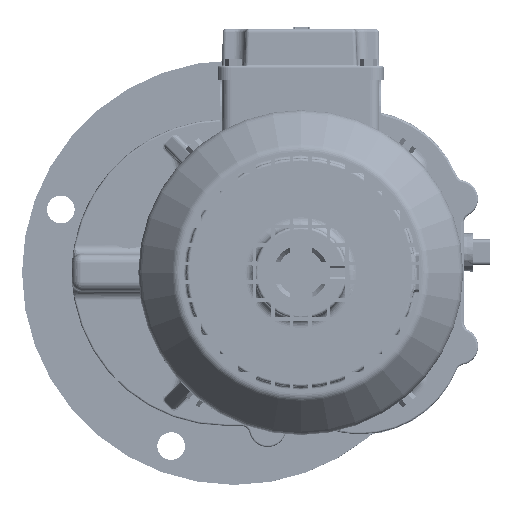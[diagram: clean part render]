
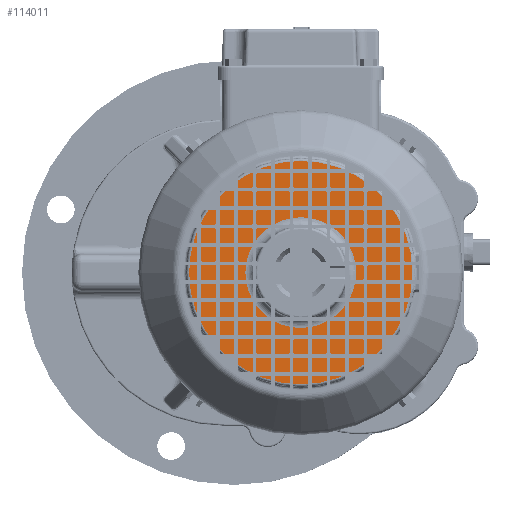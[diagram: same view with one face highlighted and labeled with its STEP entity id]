
A CAD part, left-side view. The second image highlights one B-rep face of the part: STEP entity #114011.
In plain terms, the highlighted planar face has unit normal (-1, 0, 0).
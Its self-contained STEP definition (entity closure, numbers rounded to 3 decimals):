
#14528 = AXIS2_PLACEMENT_3D ( 'NONE', #62669, #37641, #249867 ) ;
#22588 = CIRCLE ( 'NONE', #164926, 60.5 ) ;
#23195 = ORIENTED_EDGE ( 'NONE', *, *, #201461, .T. ) ;
#24445 = EDGE_CURVE ( 'NONE', #87072, #101114, #335740, .T. ) ;
#37641 = DIRECTION ( 'NONE',  ( 1., 0., 0. ) ) ;
#40334 = VERTEX_POINT ( 'NONE', #228387 ) ;
#47789 = EDGE_CURVE ( 'NONE', #101114, #87072, #290969, .T. ) ;
#52356 = CARTESIAN_POINT ( 'NONE',  ( -186.054, -18.731, 27.866 ) ) ;
#62604 = AXIS2_PLACEMENT_3D ( 'NONE', #52356, #103991, #323251 ) ;
#62669 = CARTESIAN_POINT ( 'NONE',  ( -186.054, 6.269, 27.866 ) ) ;
#63365 = EDGE_LOOP ( 'NONE', ( #217445, #188130 ) ) ;
#85118 = EDGE_LOOP ( 'NONE', ( #117080, #23195 ) ) ;
#86766 = DIRECTION ( 'NONE',  ( -1., 0., 0. ) ) ;
#87072 = VERTEX_POINT ( 'NONE', #185066 ) ;
#90962 = CIRCLE ( 'NONE', #290370, 60.5 ) ;
#101114 = VERTEX_POINT ( 'NONE', #167241 ) ;
#103991 = DIRECTION ( 'NONE',  ( 1., 0., 0. ) ) ;
#114011 = ADVANCED_FACE ( 'NONE', ( #305010, #119475 ), #255164, .F. ) ;
#117080 = ORIENTED_EDGE ( 'NONE', *, *, #122147, .T. ) ;
#119475 = FACE_OUTER_BOUND ( 'NONE', #85118, .T. ) ;
#122147 = EDGE_CURVE ( 'NONE', #181275, #40334, #22588, .T. ) ;
#140233 = CARTESIAN_POINT ( 'NONE',  ( -186.054, -18.731, 27.866 ) ) ;
#164926 = AXIS2_PLACEMENT_3D ( 'NONE', #247328, #332720, #197201 ) ;
#167241 = CARTESIAN_POINT ( 'NONE',  ( -186.054, -18.731, -2.134 ) ) ;
#181275 = VERTEX_POINT ( 'NONE', #275330 ) ;
#185066 = CARTESIAN_POINT ( 'NONE',  ( -186.054, -18.731, 57.866 ) ) ;
#188130 = ORIENTED_EDGE ( 'NONE', *, *, #24445, .T. ) ;
#195426 = CARTESIAN_POINT ( 'NONE',  ( -186.054, -18.731, 27.866 ) ) ;
#197201 = DIRECTION ( 'NONE',  ( 0., 0., -1. ) ) ;
#201461 = EDGE_CURVE ( 'NONE', #40334, #181275, #90962, .T. ) ;
#217445 = ORIENTED_EDGE ( 'NONE', *, *, #47789, .T. ) ;
#228387 = CARTESIAN_POINT ( 'NONE',  ( -186.054, -18.731, 88.366 ) ) ;
#247328 = CARTESIAN_POINT ( 'NONE',  ( -186.054, -18.731, 27.866 ) ) ;
#249867 = DIRECTION ( 'NONE',  ( 0., 0., -1. ) ) ;
#255164 = PLANE ( 'NONE',  #14528 ) ;
#259147 = DIRECTION ( 'NONE',  ( 0., 0., -1. ) ) ;
#275330 = CARTESIAN_POINT ( 'NONE',  ( -186.054, -18.731, -32.634 ) ) ;
#277648 = DIRECTION ( 'NONE',  ( 1., 0., 0. ) ) ;
#290370 = AXIS2_PLACEMENT_3D ( 'NONE', #140233, #86766, #259147 ) ;
#290969 = CIRCLE ( 'NONE', #336267, 30. ) ;
#305010 = FACE_BOUND ( 'NONE', #63365, .T. ) ;
#323251 = DIRECTION ( 'NONE',  ( 0., 0., -1. ) ) ;
#327478 = DIRECTION ( 'NONE',  ( 0., 0., -1. ) ) ;
#332720 = DIRECTION ( 'NONE',  ( -1., 0., 0. ) ) ;
#335740 = CIRCLE ( 'NONE', #62604, 30. ) ;
#336267 = AXIS2_PLACEMENT_3D ( 'NONE', #195426, #277648, #327478 ) ;
